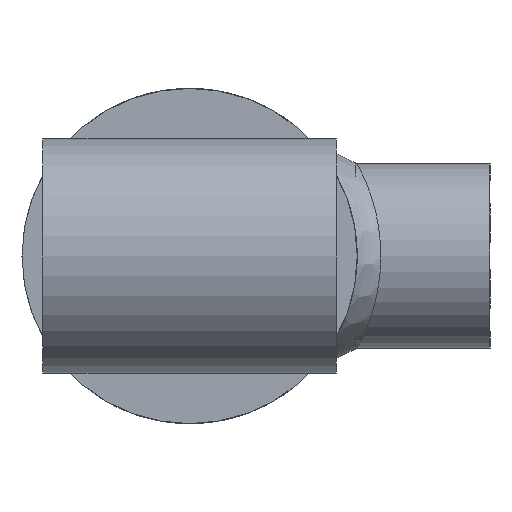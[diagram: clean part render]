
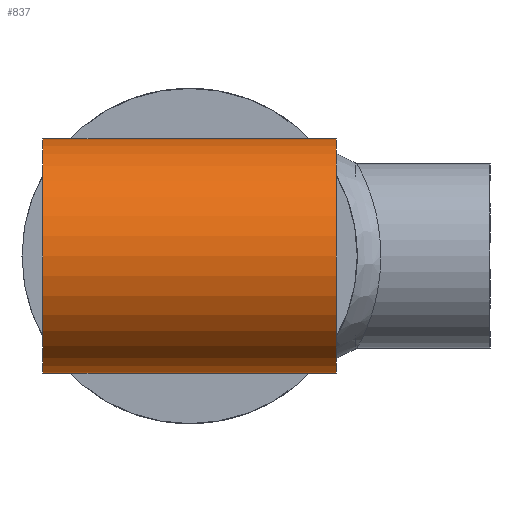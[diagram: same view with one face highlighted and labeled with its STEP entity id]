
A CAD part, left-side view. The second image highlights one B-rep face of the part: STEP entity #837.
In plain terms, the highlighted cylindrical face has radius 14 mm (diameter 28 mm), a full revolution.
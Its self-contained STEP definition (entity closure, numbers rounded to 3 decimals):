
#119=CIRCLE('',#1051,14.);
#121=CIRCLE('',#1055,14.);
#172=LINE('',#3432,#205);
#205=VECTOR('',#1256,14.);
#266=FACE_OUTER_BOUND('',#327,.T.);
#327=EDGE_LOOP('',(#753,#754,#755,#756));
#439=VERTEX_POINT('',#3422);
#441=VERTEX_POINT('',#3429);
#543=EDGE_CURVE('',#439,#439,#119,.T.);
#546=EDGE_CURVE('',#441,#441,#121,.T.);
#547=EDGE_CURVE('',#441,#439,#172,.T.);
#753=ORIENTED_EDGE('',*,*,#546,.F.);
#754=ORIENTED_EDGE('',*,*,#547,.T.);
#755=ORIENTED_EDGE('',*,*,#543,.T.);
#756=ORIENTED_EDGE('',*,*,#547,.F.);
#793=CYLINDRICAL_SURFACE('',#1056,14.);
#837=ADVANCED_FACE('',(#266),#793,.T.);
#1051=AXIS2_PLACEMENT_3D('',#3423,#1243,#1244);
#1055=AXIS2_PLACEMENT_3D('',#3430,#1252,#1253);
#1056=AXIS2_PLACEMENT_3D('',#3431,#1254,#1255);
#1243=DIRECTION('center_axis',(1.,0.,0.));
#1244=DIRECTION('ref_axis',(0.,1.,0.));
#1252=DIRECTION('center_axis',(1.,0.,0.));
#1253=DIRECTION('ref_axis',(0.,1.,0.));
#1254=DIRECTION('center_axis',(1.,0.,0.));
#1255=DIRECTION('ref_axis',(0.,1.,0.));
#1256=DIRECTION('',(-1.,0.,0.));
#3422=CARTESIAN_POINT('',(0.,-14.,0.));
#3423=CARTESIAN_POINT('Origin',(0.,0.,0.));
#3429=CARTESIAN_POINT('',(35.,-14.,0.));
#3430=CARTESIAN_POINT('Origin',(35.,0.,0.));
#3431=CARTESIAN_POINT('Origin',(0.,0.,0.));
#3432=CARTESIAN_POINT('',(0.,-14.,0.));
